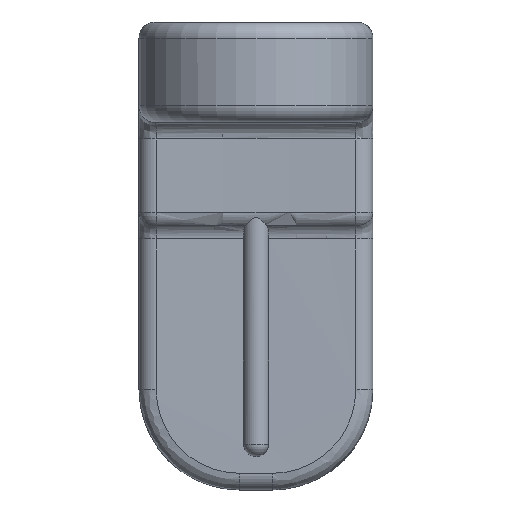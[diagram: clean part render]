
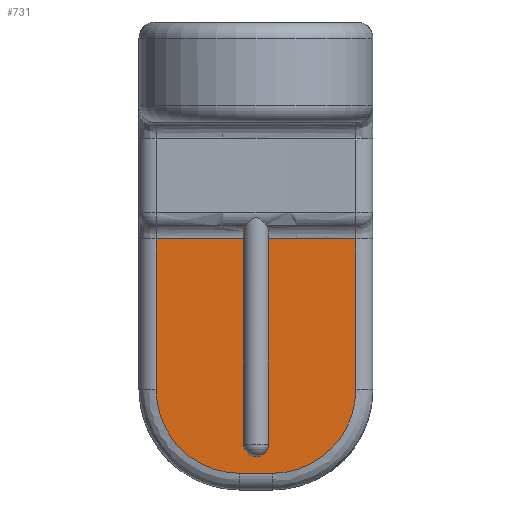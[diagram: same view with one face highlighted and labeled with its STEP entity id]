
A CAD part, front view. The second image highlights one B-rep face of the part: STEP entity #731.
In plain terms, the highlighted cylindrical face has radius 105.5 mm (diameter 211 mm), a partial arc.
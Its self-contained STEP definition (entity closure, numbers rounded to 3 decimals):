
#41=B_SPLINE_CURVE_WITH_KNOTS('',3,(#1274,#1275,#1276,#1277,#1278),
 .UNSPECIFIED.,.F.,.F.,(4,1,4),(0.,0.168,
0.393),.UNSPECIFIED.);
#45=B_SPLINE_CURVE_WITH_KNOTS('',3,(#1345,#1346,#1347,#1348,#1349),
 .UNSPECIFIED.,.F.,.F.,(4,1,4),(0.,0.168,
0.393),.UNSPECIFIED.);
#50=B_SPLINE_CURVE_WITH_KNOTS('',3,(#1409,#1410,#1411,#1412,#1413,#1414,
#1415,#1416,#1417,#1418),.UNSPECIFIED.,.F.,.F.,(4,2,2,2,4),(0.112,
0.125,0.138,0.149,0.168),
 .UNSPECIFIED.);
#51=B_SPLINE_CURVE_WITH_KNOTS('',3,(#1420,#1421,#1422,#1423,#1424,#1425,
#1426,#1427,#1428,#1429),.UNSPECIFIED.,.F.,.F.,(4,2,2,2,4),(-0.056,
-0.037,-0.026,-0.013,0.),
 .UNSPECIFIED.);
#93=FACE_OUTER_BOUND('',#141,.T.);
#141=EDGE_LOOP('',(#547,#548,#549,#550,#551,#552,#553,#554,#555,#556,#557));
#179=LINE('',#1231,#211);
#181=LINE('',#1284,#213);
#182=LINE('',#1407,#214);
#183=LINE('',#1430,#215);
#211=VECTOR('',#918,10.);
#213=VECTOR('',#936,10.);
#214=VECTOR('',#971,10.);
#215=VECTOR('',#972,10.);
#248=CIRCLE('',#800,105.5);
#261=CIRCLE('',#820,105.5);
#262=CIRCLE('',#822,105.5);
#302=VERTEX_POINT('',#1213);
#305=VERTEX_POINT('',#1227);
#308=VERTEX_POINT('',#1234);
#309=VERTEX_POINT('',#1236);
#311=VERTEX_POINT('',#1266);
#313=VERTEX_POINT('',#1280);
#320=VERTEX_POINT('',#1393);
#321=VERTEX_POINT('',#1404);
#322=VERTEX_POINT('',#1406);
#323=VERTEX_POINT('',#1408);
#324=VERTEX_POINT('',#1419);
#380=EDGE_CURVE('',#302,#305,#179,.T.);
#382=EDGE_CURVE('',#308,#309,#248,.T.);
#387=EDGE_CURVE('',#309,#311,#41,.T.);
#390=EDGE_CURVE('',#311,#313,#181,.T.);
#395=EDGE_CURVE('',#305,#308,#45,.T.);
#406=EDGE_CURVE('',#313,#320,#261,.T.);
#408=EDGE_CURVE('',#321,#302,#262,.T.);
#409=EDGE_CURVE('',#321,#322,#182,.T.);
#410=EDGE_CURVE('',#323,#322,#50,.F.);
#411=EDGE_CURVE('',#324,#323,#51,.F.);
#412=EDGE_CURVE('',#324,#320,#183,.T.);
#547=ORIENTED_EDGE('',*,*,#390,.F.);
#548=ORIENTED_EDGE('',*,*,#387,.F.);
#549=ORIENTED_EDGE('',*,*,#382,.F.);
#550=ORIENTED_EDGE('',*,*,#395,.F.);
#551=ORIENTED_EDGE('',*,*,#380,.F.);
#552=ORIENTED_EDGE('',*,*,#408,.F.);
#553=ORIENTED_EDGE('',*,*,#409,.T.);
#554=ORIENTED_EDGE('',*,*,#410,.F.);
#555=ORIENTED_EDGE('',*,*,#411,.F.);
#556=ORIENTED_EDGE('',*,*,#412,.T.);
#557=ORIENTED_EDGE('',*,*,#406,.F.);
#698=CYLINDRICAL_SURFACE('',#821,105.5);
#731=ADVANCED_FACE('',(#93),#698,.F.);
#800=AXIS2_PLACEMENT_3D('',#1237,#923,#924);
#820=AXIS2_PLACEMENT_3D('',#1394,#965,#966);
#821=AXIS2_PLACEMENT_3D('',#1403,#967,#968);
#822=AXIS2_PLACEMENT_3D('',#1405,#969,#970);
#918=DIRECTION('',(0.,0.,-1.));
#923=DIRECTION('center_axis',(0.,0.,1.));
#924=DIRECTION('ref_axis',(0.,1.,0.));
#936=DIRECTION('',(0.,0.,1.));
#965=DIRECTION('center_axis',(0.,0.,-1.));
#966=DIRECTION('ref_axis',(0.,-1.,0.));
#967=DIRECTION('center_axis',(0.,0.,-1.));
#968=DIRECTION('ref_axis',(0.033,-0.999,0.));
#969=DIRECTION('center_axis',(0.,0.,-1.));
#970=DIRECTION('ref_axis',(0.,-1.,0.));
#971=DIRECTION('',(0.,0.,-1.));
#972=DIRECTION('',(0.,0.,1.));
#1213=CARTESIAN_POINT('',(2.986,5.458,-3.49));
#1227=CARTESIAN_POINT('',(2.986,5.458,-8.));
#1231=CARTESIAN_POINT('',(2.986,5.458,0.));
#1234=CARTESIAN_POINT('',(0.498,5.499,-10.5));
#1236=CARTESIAN_POINT('',(-0.498,5.499,-10.5));
#1237=CARTESIAN_POINT('Origin',(0.,-100.,-10.5));
#1266=CARTESIAN_POINT('',(-2.986,5.458,-8.));
#1274=CARTESIAN_POINT('Ctrl Pts',(-0.498,5.499,-10.5));
#1275=CARTESIAN_POINT('Ctrl Pts',(-1.056,5.496,-10.5));
#1276=CARTESIAN_POINT('Ctrl Pts',(-2.361,5.478,-10.043));
#1277=CARTESIAN_POINT('Ctrl Pts',(-2.986,5.458,-8.748));
#1278=CARTESIAN_POINT('Ctrl Pts',(-2.986,5.458,-8.));
#1280=CARTESIAN_POINT('',(-2.986,5.458,-3.49));
#1284=CARTESIAN_POINT('',(-2.986,5.458,0.));
#1345=CARTESIAN_POINT('Ctrl Pts',(2.986,5.458,-8.));
#1346=CARTESIAN_POINT('Ctrl Pts',(2.986,5.458,-8.561));
#1347=CARTESIAN_POINT('Ctrl Pts',(2.531,5.472,-9.872));
#1348=CARTESIAN_POINT('Ctrl Pts',(1.242,5.495,-10.5));
#1349=CARTESIAN_POINT('Ctrl Pts',(0.498,5.499,-10.5));
#1393=CARTESIAN_POINT('',(-0.375,5.499,-3.49));
#1394=CARTESIAN_POINT('Origin',(0.,-100.,-3.49));
#1403=CARTESIAN_POINT('Origin',(0.,-100.,0.));
#1404=CARTESIAN_POINT('',(0.375,5.499,-3.49));
#1405=CARTESIAN_POINT('Origin',(0.,-100.,-3.49));
#1406=CARTESIAN_POINT('',(0.375,5.499,-9.625));
#1407=CARTESIAN_POINT('',(0.375,5.499,-3.));
#1408=CARTESIAN_POINT('',(0.,5.5,-10.));
#1409=CARTESIAN_POINT('Ctrl Pts',(0.375,5.499,-9.625));
#1410=CARTESIAN_POINT('Ctrl Pts',(0.375,5.499,-9.668));
#1411=CARTESIAN_POINT('Ctrl Pts',(0.367,5.499,-9.714));
#1412=CARTESIAN_POINT('Ctrl Pts',(0.334,5.499,-9.801));
#1413=CARTESIAN_POINT('Ctrl Pts',(0.31,5.5,-9.841));
#1414=CARTESIAN_POINT('Ctrl Pts',(0.256,5.5,-9.902));
#1415=CARTESIAN_POINT('Ctrl Pts',(0.221,5.5,-9.931));
#1416=CARTESIAN_POINT('Ctrl Pts',(0.134,5.5,-9.981));
#1417=CARTESIAN_POINT('Ctrl Pts',(0.062,5.5,-10.));
#1418=CARTESIAN_POINT('Ctrl Pts',(0.,5.5,
-10.));
#1419=CARTESIAN_POINT('',(-0.375,5.499,-9.625));
#1420=CARTESIAN_POINT('Ctrl Pts',(0.,5.5,
-10.));
#1421=CARTESIAN_POINT('Ctrl Pts',(-0.062,5.5,
-10.));
#1422=CARTESIAN_POINT('Ctrl Pts',(-0.134,5.5,-9.981));
#1423=CARTESIAN_POINT('Ctrl Pts',(-0.221,5.5,-9.931));
#1424=CARTESIAN_POINT('Ctrl Pts',(-0.256,5.5,-9.902));
#1425=CARTESIAN_POINT('Ctrl Pts',(-0.31,5.5,-9.841));
#1426=CARTESIAN_POINT('Ctrl Pts',(-0.334,5.499,-9.801));
#1427=CARTESIAN_POINT('Ctrl Pts',(-0.367,5.499,-9.714));
#1428=CARTESIAN_POINT('Ctrl Pts',(-0.375,5.499,-9.668));
#1429=CARTESIAN_POINT('Ctrl Pts',(-0.375,5.499,-9.625));
#1430=CARTESIAN_POINT('',(-0.375,5.499,-3.));
